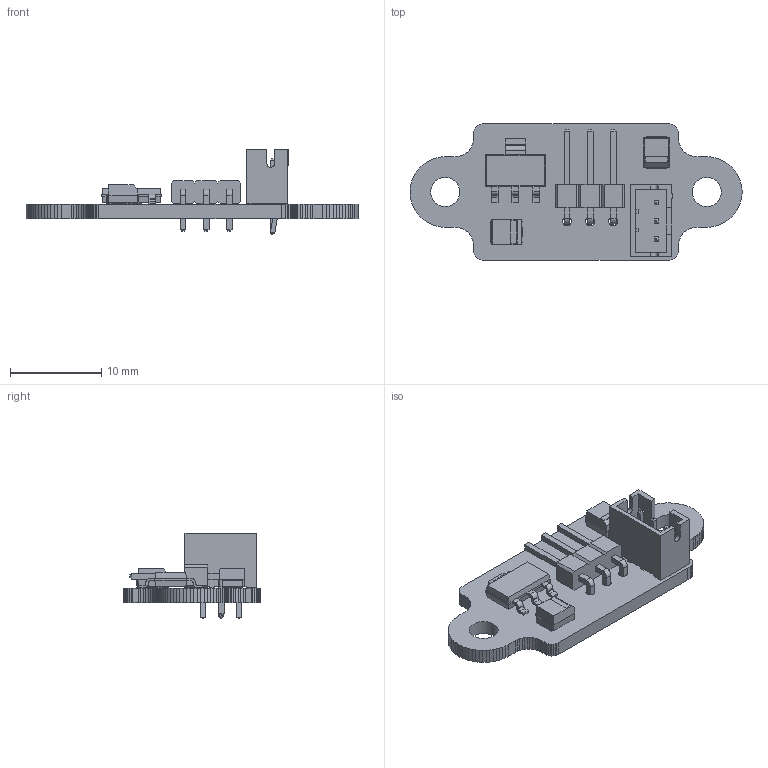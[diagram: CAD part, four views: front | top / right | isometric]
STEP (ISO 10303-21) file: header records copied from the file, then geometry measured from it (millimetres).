
FILE_DESCRIPTION(('KiCad electronic assembly'),'2;1');
FILE_NAME('12v_servo_driver.step','2023-03-06T21:38:44',('Pcbnew'),( 'Kicad'),'Open CASCADE STEP processor 7.6','KiCad to STEP converter' ,'Unknown');
FILE_SCHEMA(('AUTOMOTIVE_DESIGN { 1 0 10303 214 1 1 1 1 }'));
Length unit declared in the file: millimetre
Products named in the file (10): 12v_servo_driver 1; CP_EIA-3528-21_Kemet-B; SOLID; JST_PH_B3B-PH-K_1x03_P2.00mm_Vertical; PinHeader_1x03_P2.54mm_Horizontal; SOT-223; PCB
Assembly tree (10 placements, depth 3):
  12v_servo_driver 1
    CP_EIA-3528-21_Kemet-B  x2
      SOLID
    JST_PH_B3B-PH-K_1x03_P2.00mm_Vertical
      SOLID
    PinHeader_1x03_P2.54mm_Horizontal
      SOLID
    SOT-223
      SOLID
    PCB
Bounding box: 36.44 x 14.96 x 9.4 mm (x, y, z)
Volume: 906.6 mm3; surface area: 1735.7 mm2
Topology: 6 solids, 6 shells, 542 faces, 1459 edges, 942 vertices
Faces by surface type: plane 469, cylinder 39, bspline 34
Full cylindrical faces by diameter (mm): 0.75 x3, 1 x3, 3.2 x2
Entity records: 37758 total; most frequent: CARTESIAN_POINT 8492, DIRECTION 4888, LINE 3764, VECTOR 3764, ORIENTED_EDGE 2666, PCURVE 2666, DEFINITIONAL_REPRESENTATION 2666, EDGE_CURVE 1333
